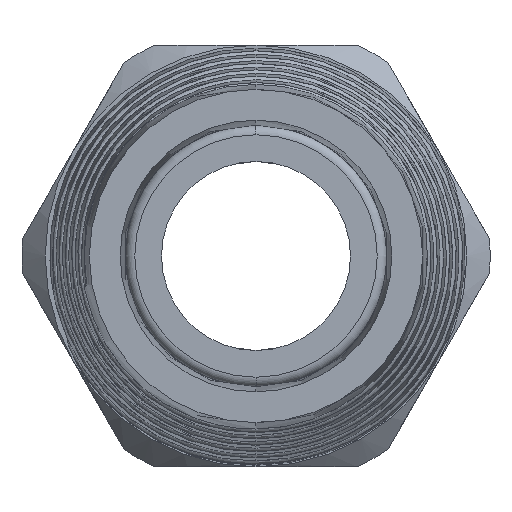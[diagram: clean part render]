
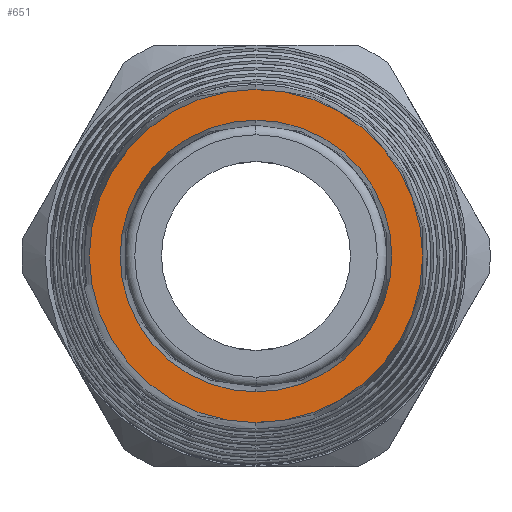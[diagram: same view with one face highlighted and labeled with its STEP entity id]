
A CAD part, left-side view. The second image highlights one B-rep face of the part: STEP entity #651.
In plain terms, the highlighted planar face has unit normal (-1, 0, 0).
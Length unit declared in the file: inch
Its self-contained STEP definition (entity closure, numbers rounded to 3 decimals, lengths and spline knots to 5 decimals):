
#253 = VERTEX_POINT ( 'NONE', #1879 ) ;
#254 = VERTEX_POINT ( 'NONE', #1878 ) ;
#255 = EDGE_CURVE ( 'NONE', #254, #253, #1939, .T. ) ;
#568 = ORIENTED_EDGE ( 'NONE', *, *, #956, .T. ) ;
#569 = EDGE_LOOP ( 'NONE', ( #631, #633 ) ) ;
#631 = ORIENTED_EDGE ( 'NONE', *, *, #632, .F. ) ;
#632 = EDGE_CURVE ( 'NONE', #253, #254, #2943, .T. ) ;
#633 = ORIENTED_EDGE ( 'NONE', *, *, #255, .F. ) ;
#651 = ADVANCED_FACE ( 'NONE', ( #3528, #3527 ), #3526, .T. ) ;
#652 = EDGE_LOOP ( 'NONE', ( #653, #568 ) ) ;
#653 = ORIENTED_EDGE ( 'NONE', *, *, #1074, .T. ) ;
#956 = EDGE_CURVE ( 'NONE', #957, #958, #7433, .T. ) ;
#957 = VERTEX_POINT ( 'NONE', #7491 ) ;
#958 = VERTEX_POINT ( 'NONE', #7490 ) ;
#1074 = EDGE_CURVE ( 'NONE', #958, #957, #7696, .T. ) ;
#1878 = CARTESIAN_POINT ( 'NONE',  ( -3.38, 0., -0.28031 ) ) ;
#1879 = CARTESIAN_POINT ( 'NONE',  ( -3.38, 0., 0.28031 ) ) ;
#1935 = DIRECTION ( 'NONE',  ( 0., 0., 1. ) ) ;
#1936 = DIRECTION ( 'NONE',  ( -1., 0., 0. ) ) ;
#1937 = CARTESIAN_POINT ( 'NONE',  ( -3.38, 0., 0. ) ) ;
#1938 = AXIS2_PLACEMENT_3D ( 'NONE', #1937, #1936, #1935 ) ;
#1939 = CIRCLE ( 'NONE', #1938, 0.28031 ) ;
#2935 = DIRECTION ( 'NONE',  ( 0., 0., 1. ) ) ;
#2936 = DIRECTION ( 'NONE',  ( -1., 0., 0. ) ) ;
#2937 = CARTESIAN_POINT ( 'NONE',  ( -3.38, 0., 0. ) ) ;
#2938 = AXIS2_PLACEMENT_3D ( 'NONE', #2937, #2936, #2935 ) ;
#2943 = CIRCLE ( 'NONE', #2938, 0.28031 ) ;
#3522 = DIRECTION ( 'NONE',  ( 0., 0., 1. ) ) ;
#3523 = DIRECTION ( 'NONE',  ( -1., 0., 0. ) ) ;
#3524 = CARTESIAN_POINT ( 'NONE',  ( -3.38, 0., 0. ) ) ;
#3525 = AXIS2_PLACEMENT_3D ( 'NONE', #3524, #3523, #3522 ) ;
#3526 = PLANE ( 'NONE',  #3525 ) ;
#3527 = FACE_BOUND ( 'NONE', #569, .T. ) ;
#3528 = FACE_OUTER_BOUND ( 'NONE', #652, .T. ) ;
#7430 = DIRECTION ( 'NONE',  ( 0., 0., 1. ) ) ;
#7431 = DIRECTION ( 'NONE',  ( -1., 0., 0. ) ) ;
#7432 = AXIS2_PLACEMENT_3D ( 'NONE', #7439, #7431, #7430 ) ;
#7433 = CIRCLE ( 'NONE', #7432, 0.34375 ) ;
#7439 = CARTESIAN_POINT ( 'NONE',  ( -3.38, 0., 0. ) ) ;
#7490 = CARTESIAN_POINT ( 'NONE',  ( -3.38, 0., -0.34375 ) ) ;
#7491 = CARTESIAN_POINT ( 'NONE',  ( -3.38, 0., 0.34375 ) ) ;
#7692 = DIRECTION ( 'NONE',  ( 0., 0., 1. ) ) ;
#7693 = DIRECTION ( 'NONE',  ( -1., 0., 0. ) ) ;
#7694 = CARTESIAN_POINT ( 'NONE',  ( -3.38, 0., 0. ) ) ;
#7695 = AXIS2_PLACEMENT_3D ( 'NONE', #7694, #7693, #7692 ) ;
#7696 = CIRCLE ( 'NONE', #7695, 0.34375 ) ;
